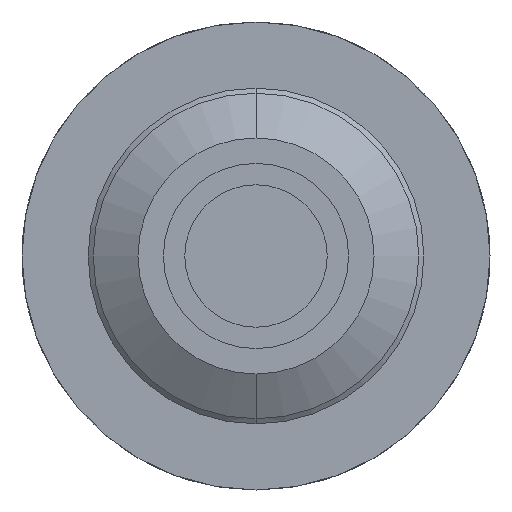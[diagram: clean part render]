
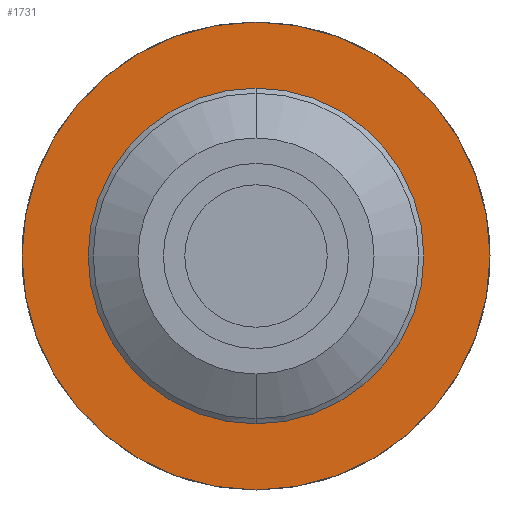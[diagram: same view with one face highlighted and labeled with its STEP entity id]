
A CAD part, front view. The second image highlights one B-rep face of the part: STEP entity #1731.
In plain terms, the highlighted planar face has unit normal (0, -1, 0).
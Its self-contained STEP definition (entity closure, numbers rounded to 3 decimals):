
#105 = CARTESIAN_POINT ( 'NONE',  ( 0., -2., 0. ) ) ;
#117 = AXIS2_PLACEMENT_3D ( 'NONE', #3485, #1023, #3129 ) ;
#139 = AXIS2_PLACEMENT_3D ( 'NONE', #2072, #2656, #1787 ) ;
#348 = DIRECTION ( 'NONE',  ( 0., 1., 0. ) ) ;
#437 = FACE_BOUND ( 'NONE', #1440, .T. ) ;
#454 = VERTEX_POINT ( 'NONE', #3781 ) ;
#672 = ORIENTED_EDGE ( 'NONE', *, *, #2007, .T. ) ;
#760 = CIRCLE ( 'NONE', #139, 0.825 ) ;
#833 = EDGE_CURVE ( 'Defeature ausgef�hrt2_5+Defeature ausgef�hrt2_6+Defeature ausgef�hrt2_6+Defeature ausgef�hrt2_6', #3903, #2744, #2789, .T. ) ;
#860 = CARTESIAN_POINT ( 'NONE',  ( 0., -2., 0. ) ) ;
#1023 = DIRECTION ( 'NONE',  ( 0., 1., 0. ) ) ;
#1189 = EDGE_CURVE ( 'Defeature ausgef�hrt2_6+Defeature ausgef�hrt2_4+Defeature ausgef�hrt2_4+Defeature ausgef�hrt2_4', #2434, #454, #3227, .T. ) ;
#1191 = CIRCLE ( 'NONE', #3839, 1.15 ) ;
#1255 = DIRECTION ( 'NONE',  ( 0., 0., 1. ) ) ;
#1337 = PLANE ( 'NONE',  #117 ) ;
#1406 = AXIS2_PLACEMENT_3D ( 'NONE', #105, #2498, #2815 ) ;
#1440 = EDGE_LOOP ( 'NONE', ( #672, #1543 ) ) ;
#1516 = DIRECTION ( 'NONE',  ( 0., 0., 1. ) ) ;
#1518 = CARTESIAN_POINT ( 'NONE',  ( 0., -2., -0.825 ) ) ;
#1543 = ORIENTED_EDGE ( 'NONE', *, *, #1189, .T. ) ;
#1574 = FACE_OUTER_BOUND ( 'NONE', #1680, .T. ) ;
#1680 = EDGE_LOOP ( 'NONE', ( #2228, #1877 ) ) ;
#1698 = CARTESIAN_POINT ( 'NONE',  ( 0., -2., -1.15 ) ) ;
#1731 = ADVANCED_FACE ( 'Defeature ausgef�hrt2_6', ( #1574, #437 ), #1337, .F. ) ;
#1787 = DIRECTION ( 'NONE',  ( 0., 0., 1. ) ) ;
#1877 = ORIENTED_EDGE ( 'NONE', *, *, #3866, .F. ) ;
#2007 = EDGE_CURVE ( 'Defeature ausgef�hrt2_6+Defeature ausgef�hrt2_4+Defeature ausgef�hrt2_4+Defeature ausgef�hrt2_4', #454, #2434, #760, .T. ) ;
#2044 = AXIS2_PLACEMENT_3D ( 'NONE', #3418, #348, #1255 ) ;
#2072 = CARTESIAN_POINT ( 'NONE',  ( 0., -2., 0. ) ) ;
#2228 = ORIENTED_EDGE ( 'NONE', *, *, #833, .F. ) ;
#2434 = VERTEX_POINT ( 'NONE', #1518 ) ;
#2498 = DIRECTION ( 'NONE',  ( 0., 1., 0. ) ) ;
#2656 = DIRECTION ( 'NONE',  ( 0., 1., 0. ) ) ;
#2744 = VERTEX_POINT ( 'NONE', #1698 ) ;
#2789 = CIRCLE ( 'NONE', #1406, 1.15 ) ;
#2815 = DIRECTION ( 'NONE',  ( 0., 0., 1. ) ) ;
#3129 = DIRECTION ( 'NONE',  ( 0., 0., 1. ) ) ;
#3227 = CIRCLE ( 'NONE', #2044, 0.825 ) ;
#3322 = DIRECTION ( 'NONE',  ( 0., 1., 0. ) ) ;
#3418 = CARTESIAN_POINT ( 'NONE',  ( 0., -2., 0. ) ) ;
#3485 = CARTESIAN_POINT ( 'NONE',  ( 1.15, -2., 0. ) ) ;
#3608 = CARTESIAN_POINT ( 'NONE',  ( 0., -2., 1.15 ) ) ;
#3781 = CARTESIAN_POINT ( 'NONE',  ( 0., -2., 0.825 ) ) ;
#3839 = AXIS2_PLACEMENT_3D ( 'NONE', #860, #3322, #1516 ) ;
#3866 = EDGE_CURVE ( 'Defeature ausgef�hrt2_5+Defeature ausgef�hrt2_6+Defeature ausgef�hrt2_6+Defeature ausgef�hrt2_6', #2744, #3903, #1191, .T. ) ;
#3903 = VERTEX_POINT ( 'NONE', #3608 ) ;
